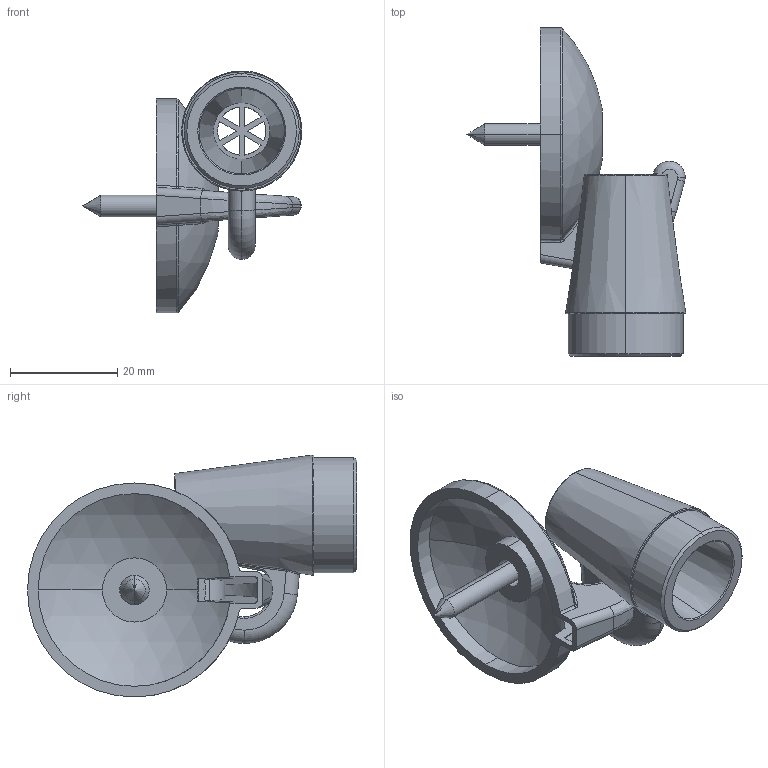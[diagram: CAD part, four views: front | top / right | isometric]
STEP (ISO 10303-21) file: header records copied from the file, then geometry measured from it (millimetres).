
FILE_DESCRIPTION (( 'STEP AP203' ), '1' );
FILE_NAME ('99-240621.STEP', '2025-07-03T09:21:53', ( '' ), ( '' ), 'SwSTEP 2.0', 'SolidWorks 2021', '' );
FILE_SCHEMA (( 'CONFIG_CONTROL_DESIGN' ));
Length unit declared in the file: millimetre
Products named in the file (1): 99-240621
Bounding box: 41.03 x 61.5 x 45.23 mm (x, y, z)
Volume: 11022.7 mm3; surface area: 9943.6 mm2
Topology: 3 solids, 3 shells, 167 faces, 433 edges, 268 vertices
Faces by surface type: plane 56, cylinder 44, bspline 24, torus 23, cone 14, sphere 6
Entity records: 5992 total; most frequent: CARTESIAN_POINT 1948, ORIENTED_EDGE 862, DIRECTION 825, EDGE_CURVE 431, AXIS2_PLACEMENT_3D 319, VERTEX_POINT 268, VECTOR 187, LINE 187
